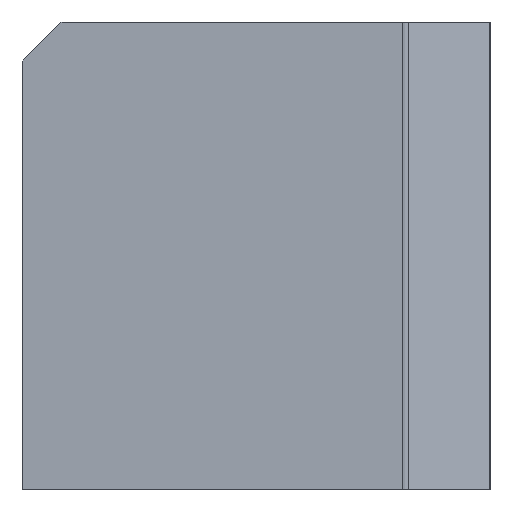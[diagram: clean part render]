
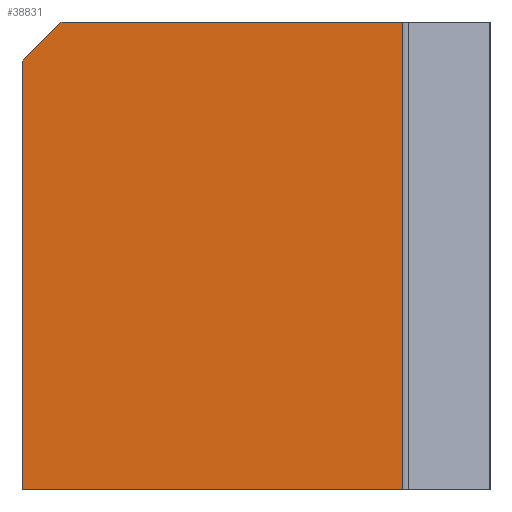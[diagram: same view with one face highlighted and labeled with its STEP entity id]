
A CAD part, left-side view. The second image highlights one B-rep face of the part: STEP entity #38831.
In plain terms, the highlighted planar face has unit normal (-1, 0, 0).
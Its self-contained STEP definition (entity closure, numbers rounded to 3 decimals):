
#2056=VERTEX_POINT('',#52037);
#2057=VERTEX_POINT('',#52038);
#2061=VERTEX_POINT('',#52048);
#5994=VERTEX_POINT('',#63796);
#5996=VERTEX_POINT('',#63799);
#6008=VECTOR('',#42160,1.);
#6014=VECTOR('',#42167,1.);
#10519=VECTOR('',#51998,1.);
#10535=VECTOR('',#52031,1.);
#10536=VECTOR('',#52032,1.);
#10537=LINE('',#52036,#6008);
#10543=LINE('',#52049,#6014);
#15048=LINE('',#63798,#10519);
#15064=LINE('',#63837,#10535);
#15065=LINE('',#63838,#10536);
#15066=EDGE_CURVE('',#2056,#2057,#10537,.T.);
#15072=EDGE_CURVE('',#2056,#2061,#10543,.T.);
#20955=EDGE_CURVE('',#5994,#5996,#15048,.T.);
#20975=EDGE_CURVE('',#5996,#2061,#15064,.T.);
#20976=EDGE_CURVE('',#2057,#5994,#15065,.T.);
#28892=ORIENTED_EDGE('',*,*,#15066,.F.);
#28893=ORIENTED_EDGE('',*,*,#15072,.T.);
#28894=ORIENTED_EDGE('',*,*,#20975,.F.);
#28895=ORIENTED_EDGE('',*,*,#20955,.F.);
#28896=ORIENTED_EDGE('',*,*,#20976,.F.);
#34789=EDGE_LOOP('',(#28892,#28893,#28894,#28895,#28896));
#36818=FACE_BOUND('',#34789,.T.);
#38831=ADVANCED_FACE('',(#36818),#65141,.T.);
#42156=AXIS2_PLACEMENT_3D('',#63836,#52030,$);
#42160=DIRECTION('',(0.,-0.707,0.707));
#42167=DIRECTION('',(0.,0.,-1.));
#51998=DIRECTION('',(0.,0.,-1.));
#52030=DIRECTION('',(-1.,0.,0.));
#52031=DIRECTION('',(0.,1.,0.));
#52032=DIRECTION('',(0.,-1.,0.));
#52036=CARTESIAN_POINT('',(0.,0.,-2.));
#52037=CARTESIAN_POINT('',(0.,0.,-2.));
#52038=CARTESIAN_POINT('',(0.,-2.,0.));
#52048=CARTESIAN_POINT('',(0.,0.,-24.));
#52049=CARTESIAN_POINT('',(0.,0.,-2.));
#63796=CARTESIAN_POINT('',(0.,-19.5,0.));
#63798=CARTESIAN_POINT('',(0.,-19.5,0.));
#63799=CARTESIAN_POINT('',(0.,-19.5,-24.));
#63836=CARTESIAN_POINT('',(0.,-19.5,0.));
#63837=CARTESIAN_POINT('',(0.,-19.5,-24.));
#63838=CARTESIAN_POINT('',(0.,-2.,0.));
#65141=PLANE('',#42156);
